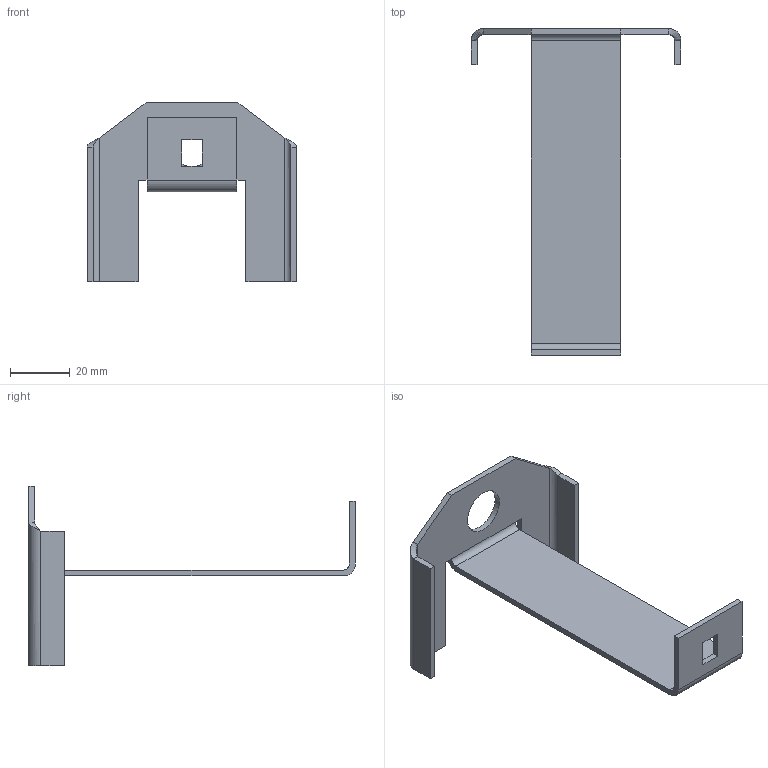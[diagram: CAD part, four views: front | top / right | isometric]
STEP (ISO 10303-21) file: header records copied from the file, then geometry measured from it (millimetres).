
FILE_DESCRIPTION (( 'STEP AP214' ), '1' );
FILE_NAME ('6049237.stp', '2021-03-30T11:31:19', ( '' ), ( '' ), 'SwSTEP 2.0', 'SolidWorks 2020', '' );
FILE_SCHEMA (( 'AUTOMOTIVE_DESIGN' ));
Length unit declared in the file: millimetre
Products named in the file (1): 6049237
Bounding box: 70 x 109 x 60 mm (x, y, z)
Volume: 14330.6 mm3; surface area: 15699.8 mm2
Topology: 1 solids, 1 shells, 41 faces, 105 edges, 66 vertices
Faces by surface type: plane 30, cylinder 9, bspline 2
Full cylindrical faces by diameter (mm): 15 x1
Entity records: 1378 total; most frequent: CARTESIAN_POINT 350, ORIENTED_EDGE 208, DIRECTION 194, EDGE_CURVE 104, LINE 86, VECTOR 86, VERTEX_POINT 66, AXIS2_PLACEMENT_3D 54
